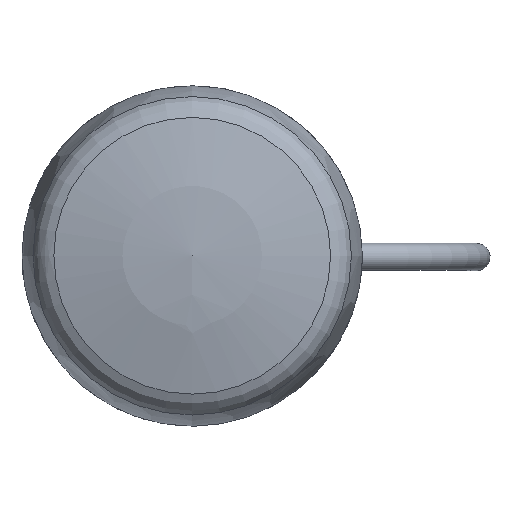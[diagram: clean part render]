
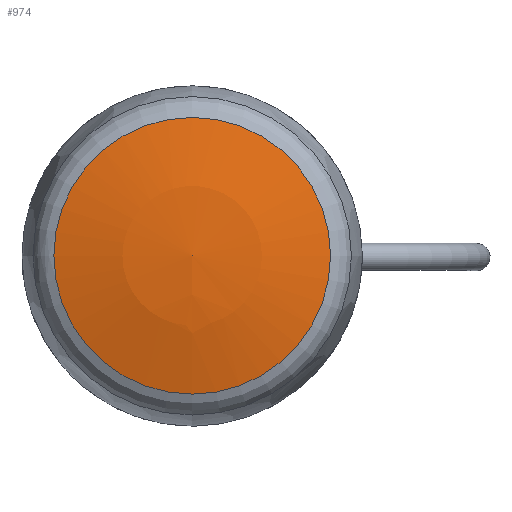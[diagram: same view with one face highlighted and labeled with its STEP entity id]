
A CAD part, top view. The second image highlights one B-rep face of the part: STEP entity #974.
In plain terms, the highlighted spherical face has radius 118.1 mm.
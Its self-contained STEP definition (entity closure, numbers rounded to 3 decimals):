
#974=ADVANCED_FACE('',(#1133),#1128,.T.);
#1128=SPHERICAL_SURFACE('',#2739,118.1);
#1133=FACE_OUTER_BOUND('',#1239,.T.);
#1239=EDGE_LOOP('',(#1443));
#1443=ORIENTED_EDGE('',*,*,#2319,.T.);
#2095=VERTEX_POINT('',#3642);
#2319=EDGE_CURVE('',#2095,#2095,#2645,.T.);
#2645=CIRCLE('',#2738,30.483);
#2738=AXIS2_PLACEMENT_3D('',#3641,#2980,#2981);
#2739=AXIS2_PLACEMENT_3D('',#3643,#2982,#2983);
#2980=DIRECTION('',(0.,0.,1.));
#2981=DIRECTION('',(-1.,0.,0.));
#2982=DIRECTION('',(0.,0.,1.));
#2983=DIRECTION('',(0.,-1.,0.));
#3641=CARTESIAN_POINT('',(0.,0.,43.95));
#3642=CARTESIAN_POINT('',(-30.483,0.,43.95));
#3643=CARTESIAN_POINT('',(0.,0.,-70.148));
